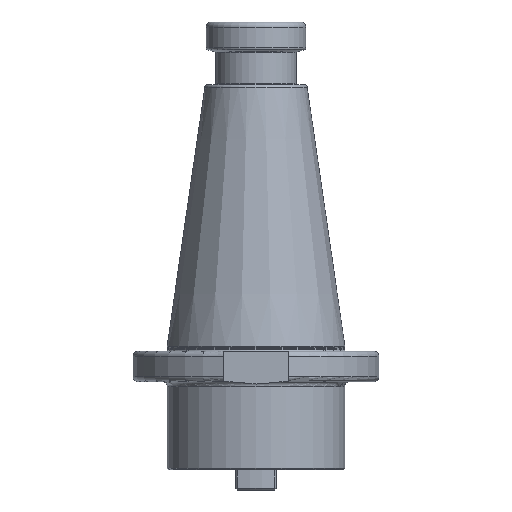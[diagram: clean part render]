
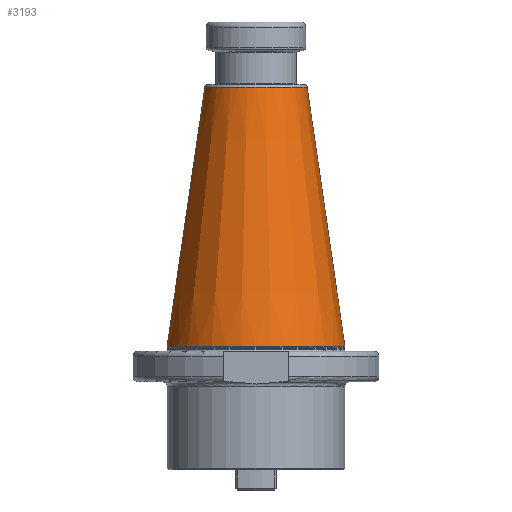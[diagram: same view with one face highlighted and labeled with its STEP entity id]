
A CAD part, left-side view. The second image highlights one B-rep face of the part: STEP entity #3193.
In plain terms, the highlighted conical face has half-angle 8.297 degrees and reference radius 27.65 mm.
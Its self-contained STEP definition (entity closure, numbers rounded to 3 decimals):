
#566=CARTESIAN_POINT('',(0,0,116.173));
#567=DIRECTION('',(0,0,1));
#568=DIRECTION('',(0,1,0));
#569=AXIS2_PLACEMENT_3D('',#566,#567,#568);
#571=DIRECTION('',(0,-0.144,0.99));
#572=VECTOR('',#571,103.254);
#573=CARTESIAN_POINT('',(0,35.1,14));
#574=LINE('',#573,#572);
#575=DIRECTION('',(0,0.144,0.99));
#576=VECTOR('',#575,103.254);
#577=CARTESIAN_POINT('',(0,-35.1,14));
#578=LINE('',#577,#576);
#579=CARTESIAN_POINT('',(0,0,14));
#580=DIRECTION('',(0,0,1));
#581=DIRECTION('',(0,1,0));
#582=AXIS2_PLACEMENT_3D('',#579,#580,#581);
#2003=CARTESIAN_POINT('',(0,35.1,14));
#2004=VERTEX_POINT('',#2003);
#2005=CARTESIAN_POINT('',(0,20.2,116.173));
#2006=VERTEX_POINT('',#2005);
#2041=CARTESIAN_POINT('',(0,-35.1,14));
#2042=VERTEX_POINT('',#2041);
#2043=CARTESIAN_POINT('',(0,-20.2,116.173));
#2044=VERTEX_POINT('',#2043);
#3179=CARTESIAN_POINT('',(0,0,65.087));
#3180=DIRECTION('',(0,0,-1));
#3181=DIRECTION('',(0,-1,0));
#3182=AXIS2_PLACEMENT_3D('',#3179,#3180,#3181);
#3183=CONICAL_SURFACE('',#3182,27.65,8.297);
#3185=ORIENTED_EDGE('',*,*,#3184,.T.);
#3186=ORIENTED_EDGE('',*,*,#3174,.T.);
#3188=ORIENTED_EDGE('',*,*,#3187,.F.);
#3190=ORIENTED_EDGE('',*,*,#3189,.F.);
#3191=EDGE_LOOP('',(#3185,#3186,#3188,#3190));
#3192=FACE_OUTER_BOUND('',#3191,.F.);
#3193=ADVANCED_FACE('',(#3192),#3183,.T.);
#570=CIRCLE('',#569,20.2);
#583=CIRCLE('',#582,35.1);
#3174=EDGE_CURVE('',#2006,#2044,#570,.T.);
#3184=EDGE_CURVE('',#2004,#2006,#574,.T.);
#3187=EDGE_CURVE('',#2042,#2044,#578,.T.);
#3189=EDGE_CURVE('',#2004,#2042,#583,.T.);
